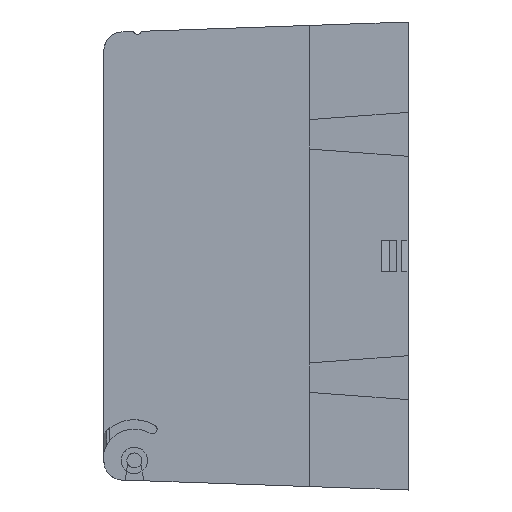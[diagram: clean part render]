
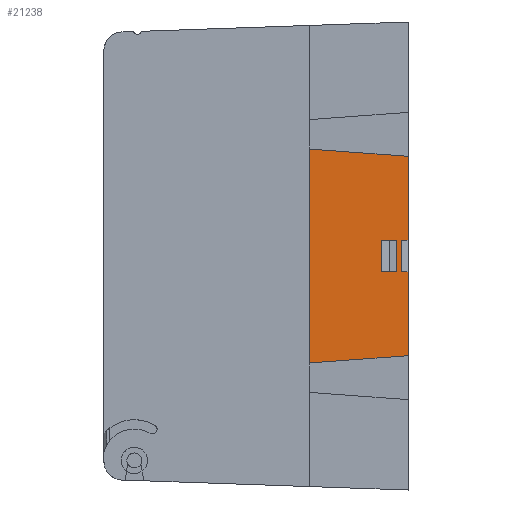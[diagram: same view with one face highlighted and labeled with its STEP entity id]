
A CAD part, left-side view. The second image highlights one B-rep face of the part: STEP entity #21238.
In plain terms, the highlighted planar face has unit normal (-1, 0, 0).
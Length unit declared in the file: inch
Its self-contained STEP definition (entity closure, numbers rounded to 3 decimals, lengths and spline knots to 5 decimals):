
#221 = LINE ( 'NONE', #19470, #10660 ) ;
#558 = ORIENTED_EDGE ( 'NONE', *, *, #10065, .F. ) ;
#779 = VERTEX_POINT ( 'NONE', #16533 ) ;
#886 = LINE ( 'NONE', #10457, #5482 ) ;
#902 = ORIENTED_EDGE ( 'NONE', *, *, #21365, .T. ) ;
#1311 = LINE ( 'NONE', #13037, #11110 ) ;
#1320 = AXIS2_PLACEMENT_3D ( 'NONE', #9132, #22799, #11107 ) ;
#1682 = LINE ( 'NONE', #22916, #16719 ) ;
#1780 = VERTEX_POINT ( 'NONE', #5695 ) ;
#2155 = ORIENTED_EDGE ( 'NONE', *, *, #10613, .T. ) ;
#3213 = CARTESIAN_POINT ( 'NONE',  ( -0.9242, -1.2375, 0.17 ) ) ;
#3325 = VECTOR ( 'NONE', #8928, 39.37008 ) ;
#3683 = VERTEX_POINT ( 'NONE', #7563 ) ;
#4429 = VECTOR ( 'NONE', #19557, 39.37008 ) ;
#4637 = ORIENTED_EDGE ( 'NONE', *, *, #22396, .F. ) ;
#4664 = FACE_BOUND ( 'NONE', #9580, .T. ) ;
#4960 = CARTESIAN_POINT ( 'NONE',  ( -0.9242, -0.1875, 1.14282 ) ) ;
#5204 = ORIENTED_EDGE ( 'NONE', *, *, #15676, .F. ) ;
#5209 = VERTEX_POINT ( 'NONE', #21827 ) ;
#5262 = VECTOR ( 'NONE', #15570, 39.37008 ) ;
#5276 = FACE_OUTER_BOUND ( 'NONE', #12916, .T. ) ;
#5482 = VECTOR ( 'NONE', #20192, 39.37008 ) ;
#5617 = CARTESIAN_POINT ( 'NONE',  ( -0.9242, -0.1875, 2.21333 ) ) ;
#5695 = CARTESIAN_POINT ( 'NONE',  ( -0.9242, -0.1875, -1.14282 ) ) ;
#5832 = ORIENTED_EDGE ( 'NONE', *, *, #15517, .T. ) ;
#5852 = EDGE_CURVE ( 'NONE', #6869, #1780, #10447, .T. ) ;
#6572 = VERTEX_POINT ( 'NONE', #11687 ) ;
#6725 = VECTOR ( 'NONE', #22780, 39.37008 ) ;
#6869 = VERTEX_POINT ( 'NONE', #4960 ) ;
#7054 = CARTESIAN_POINT ( 'NONE',  ( -0.9242, -1.1175, 0.17 ) ) ;
#7420 = CARTESIAN_POINT ( 'NONE',  ( -0.9242, -0.9559, -0.17 ) ) ;
#7563 = CARTESIAN_POINT ( 'NONE',  ( -0.9242, -1.1675, 0.17 ) ) ;
#7756 = DIRECTION ( 'NONE',  ( 0., 0., -1. ) ) ;
#8283 = VECTOR ( 'NONE', #13328, 39.37008 ) ;
#8891 = LINE ( 'NONE', #7420, #8283 ) ;
#8928 = DIRECTION ( 'NONE',  ( 0., 1., 0. ) ) ;
#9132 = CARTESIAN_POINT ( 'NONE',  ( -0.9242, -0.1875, -2.21333 ) ) ;
#9333 = LINE ( 'NONE', #17457, #13331 ) ;
#9580 = EDGE_LOOP ( 'NONE', ( #5204, #902, #21352, #558 ) ) ;
#9585 = EDGE_CURVE ( 'NONE', #779, #23624, #8891, .T. ) ;
#9611 = LINE ( 'NONE', #17596, #4429 ) ;
#9918 = EDGE_CURVE ( 'NONE', #3683, #5209, #886, .T. ) ;
#10065 = EDGE_CURVE ( 'NONE', #6572, #23624, #221, .T. ) ;
#10447 = LINE ( 'NONE', #5617, #5262 ) ;
#10457 = CARTESIAN_POINT ( 'NONE',  ( -0.9242, -1.1675, 0.17 ) ) ;
#10472 = VERTEX_POINT ( 'NONE', #16824 ) ;
#10613 = EDGE_CURVE ( 'NONE', #15683, #20403, #13020, .T. ) ;
#10660 = VECTOR ( 'NONE', #7756, 39.37008 ) ;
#11102 = EDGE_CURVE ( 'NONE', #6869, #20403, #1311, .T. ) ;
#11107 = DIRECTION ( 'NONE',  ( 0., 0., 1. ) ) ;
#11110 = VECTOR ( 'NONE', #14978, 39.37008 ) ;
#11235 = DIRECTION ( 'NONE',  ( 0., -0.997, 0.074 ) ) ;
#11349 = DIRECTION ( 'NONE',  ( 0., 0., -1. ) ) ;
#11507 = CARTESIAN_POINT ( 'NONE',  ( -0.9242, -1.2375, 1.065 ) ) ;
#11648 = CARTESIAN_POINT ( 'NONE',  ( -0.9242, -1.2375, 0.17 ) ) ;
#11687 = CARTESIAN_POINT ( 'NONE',  ( -0.9242, -0.9559, 0.17 ) ) ;
#11954 = ORIENTED_EDGE ( 'NONE', *, *, #23834, .T. ) ;
#12082 = EDGE_CURVE ( 'NONE', #13320, #5209, #13146, .T. ) ;
#12900 = ORIENTED_EDGE ( 'NONE', *, *, #5852, .T. ) ;
#12916 = EDGE_LOOP ( 'NONE', ( #4637, #2155, #15320, #12900, #5832, #11954, #25006, #22628 ) ) ;
#13020 = LINE ( 'NONE', #23244, #23350 ) ;
#13037 = CARTESIAN_POINT ( 'NONE',  ( -0.9242, -0.43489, 1.12449 ) ) ;
#13146 = LINE ( 'NONE', #14766, #3325 ) ;
#13320 = VERTEX_POINT ( 'NONE', #23322 ) ;
#13328 = DIRECTION ( 'NONE',  ( 0., 1., 0. ) ) ;
#13331 = VECTOR ( 'NONE', #25241, 39.37008 ) ;
#13344 = CARTESIAN_POINT ( 'NONE',  ( -0.9242, -1.1175, 0.17 ) ) ;
#13557 = DIRECTION ( 'NONE',  ( 0., 0., 1. ) ) ;
#14766 = CARTESIAN_POINT ( 'NONE',  ( -0.9242, -1.2375, -0.17 ) ) ;
#14978 = DIRECTION ( 'NONE',  ( 0., -0.997, -0.074 ) ) ;
#15320 = ORIENTED_EDGE ( 'NONE', *, *, #11102, .F. ) ;
#15458 = VERTEX_POINT ( 'NONE', #7054 ) ;
#15517 = EDGE_CURVE ( 'NONE', #1780, #10472, #1682, .T. ) ;
#15570 = DIRECTION ( 'NONE',  ( 0., 0., -1. ) ) ;
#15676 = EDGE_CURVE ( 'NONE', #15458, #6572, #9333, .T. ) ;
#15683 = VERTEX_POINT ( 'NONE', #11648 ) ;
#16533 = CARTESIAN_POINT ( 'NONE',  ( -0.9242, -1.1175, -0.17 ) ) ;
#16719 = VECTOR ( 'NONE', #11235, 39.37008 ) ;
#16824 = CARTESIAN_POINT ( 'NONE',  ( -0.9242, -1.2375, -1.065 ) ) ;
#17107 = LINE ( 'NONE', #3213, #6725 ) ;
#17457 = CARTESIAN_POINT ( 'NONE',  ( -0.9242, -0.9559, 0.17 ) ) ;
#17596 = CARTESIAN_POINT ( 'NONE',  ( -0.9242, -1.2375, -2.25 ) ) ;
#19470 = CARTESIAN_POINT ( 'NONE',  ( -0.9242, -0.9559, 0.17 ) ) ;
#19557 = DIRECTION ( 'NONE',  ( 0., 0., 1. ) ) ;
#20192 = DIRECTION ( 'NONE',  ( 0., 0., -1. ) ) ;
#20403 = VERTEX_POINT ( 'NONE', #11507 ) ;
#21238 = ADVANCED_FACE ( 'NONE', ( #5276, #4664 ), #24638, .T. ) ;
#21352 = ORIENTED_EDGE ( 'NONE', *, *, #9585, .T. ) ;
#21365 = EDGE_CURVE ( 'NONE', #15458, #779, #22061, .T. ) ;
#21437 = VECTOR ( 'NONE', #11349, 39.37008 ) ;
#21827 = CARTESIAN_POINT ( 'NONE',  ( -0.9242, -1.1675, -0.17 ) ) ;
#22061 = LINE ( 'NONE', #13344, #21437 ) ;
#22396 = EDGE_CURVE ( 'NONE', #15683, #3683, #17107, .T. ) ;
#22628 = ORIENTED_EDGE ( 'NONE', *, *, #9918, .F. ) ;
#22780 = DIRECTION ( 'NONE',  ( 0., 1., 0. ) ) ;
#22799 = DIRECTION ( 'NONE',  ( -1., 0., 0. ) ) ;
#22916 = CARTESIAN_POINT ( 'NONE',  ( -0.9242, -1.2375, -1.065 ) ) ;
#23244 = CARTESIAN_POINT ( 'NONE',  ( -0.9242, -1.2375, -2.25 ) ) ;
#23322 = CARTESIAN_POINT ( 'NONE',  ( -0.9242, -1.2375, -0.17 ) ) ;
#23350 = VECTOR ( 'NONE', #13557, 39.37008 ) ;
#23624 = VERTEX_POINT ( 'NONE', #24724 ) ;
#23834 = EDGE_CURVE ( 'NONE', #10472, #13320, #9611, .T. ) ;
#24638 = PLANE ( 'NONE',  #1320 ) ;
#24724 = CARTESIAN_POINT ( 'NONE',  ( -0.9242, -0.9559, -0.17 ) ) ;
#25006 = ORIENTED_EDGE ( 'NONE', *, *, #12082, .T. ) ;
#25241 = DIRECTION ( 'NONE',  ( 0., 1., 0. ) ) ;
